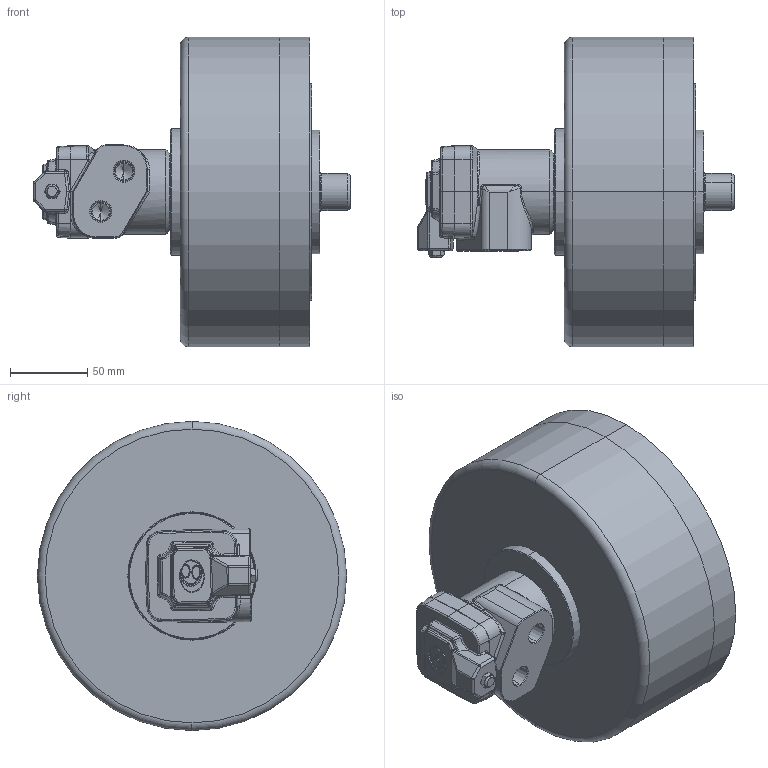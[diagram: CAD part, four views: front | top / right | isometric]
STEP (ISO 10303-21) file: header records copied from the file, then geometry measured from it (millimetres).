
FILE_DESCRIPTION (( 'STEP AP203' ), '1' );
FILE_NAME ('RA-170²Õ¦X¥ó.STEP', '2011-03-16T03:52:33', ( 'user' ), ( '' ), 'SwSTEP 2.0', 'SolidWorks 2010', '' );
FILE_SCHEMA (( 'CONFIG_CONTROL_DESIGN' ));
Length unit declared in the file: millimetre
Products named in the file (9): RA-170缸蓋; RA-170活塞; RA-130消音器; RA-170組合件; RA-170缸體; RA-130閥軸組; RA-130閥軸; RA-130閥體; RA-130閥蓋
Assembly tree (8 placements, depth 3):
  RA-170組合件
    RA-170缸體
    RA-170活塞
    RA-130閥軸組
      RA-130閥軸
      RA-130消音器
      RA-130閥蓋
      RA-130閥體
    RA-170缸蓋
Bounding box: 205 x 200 x 200 mm (x, y, z)
Volume: 2472264.1 mm3; surface area: 332309.4 mm2
Topology: 7 solids, 7 shells, 527 faces, 1213 edges, 706 vertices
Faces by surface type: cylinder 180, bspline 123, plane 120, cone 78, torus 17, sphere 9
Entity records: 32014 total; most frequent: CARTESIAN_POINT 20127, ORIENTED_EDGE 2338, DIRECTION 2142, EDGE_CURVE 1169, AXIS2_PLACEMENT_3D 868, VERTEX_POINT 706, EDGE_LOOP 583, ADVANCED_FACE 527
